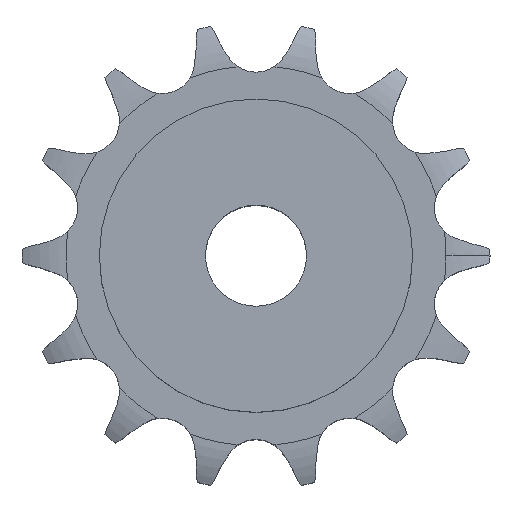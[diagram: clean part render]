
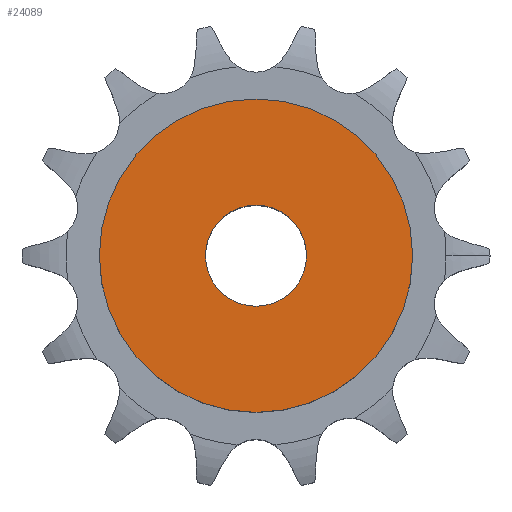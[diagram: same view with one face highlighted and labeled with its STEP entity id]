
A CAD part, top view. The second image highlights one B-rep face of the part: STEP entity #24089.
In plain terms, the highlighted planar face has unit normal (0, 0, 1).
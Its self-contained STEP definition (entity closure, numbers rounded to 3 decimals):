
#12903 = CYLINDRICAL_SURFACE('',#12904,5.);
#12904 = AXIS2_PLACEMENT_3D('',#12905,#12906,#12907);
#12905 = CARTESIAN_POINT('',(0.,0.,78.478));
#12906 = DIRECTION('',(0.,0.,1.));
#12907 = DIRECTION('',(1.,0.,0.));
#16507 = EDGE_CURVE('',#16508,#16508,#16510,.T.);
#16508 = VERTEX_POINT('',#16509);
#16509 = CARTESIAN_POINT('',(5.,0.,25.));
#16510 = SURFACE_CURVE('',#16511,(#16516,#16523),.PCURVE_S1.);
#16511 = CIRCLE('',#16512,5.);
#16512 = AXIS2_PLACEMENT_3D('',#16513,#16514,#16515);
#16513 = CARTESIAN_POINT('',(0.,0.,25.));
#16514 = DIRECTION('',(0.,0.,1.));
#16515 = DIRECTION('',(1.,0.,0.));
#16516 = PCURVE('',#12903,#16517);
#16517 = DEFINITIONAL_REPRESENTATION('',(#16518),#16522);
#16518 = LINE('',#16519,#16520);
#16519 = CARTESIAN_POINT('',(0.,-53.478));
#16520 = VECTOR('',#16521,1.);
#16521 = DIRECTION('',(1.,0.));
#16522 = ( GEOMETRIC_REPRESENTATION_CONTEXT(2) 
PARAMETRIC_REPRESENTATION_CONTEXT() REPRESENTATION_CONTEXT('2D SPACE',''
  ) );
#16523 = PCURVE('',#16524,#16529);
#16524 = PLANE('',#16525);
#16525 = AXIS2_PLACEMENT_3D('',#16526,#16527,#16528);
#16526 = CARTESIAN_POINT('',(0.,0.,25.)
  );
#16527 = DIRECTION('',(0.,0.,1.));
#16528 = DIRECTION('',(1.,0.,0.));
#16529 = DEFINITIONAL_REPRESENTATION('',(#16530),#16534);
#16530 = CIRCLE('',#16531,5.);
#16531 = AXIS2_PLACEMENT_2D('',#16532,#16533);
#16532 = CARTESIAN_POINT('',(0.,0.));
#16533 = DIRECTION('',(1.,0.));
#16534 = ( GEOMETRIC_REPRESENTATION_CONTEXT(2) 
PARAMETRIC_REPRESENTATION_CONTEXT() REPRESENTATION_CONTEXT('2D SPACE',''
  ) );
#24089 = ADVANCED_FACE('',(#24090,#24121),#16524,.T.);
#24090 = FACE_BOUND('',#24091,.T.);
#24091 = EDGE_LOOP('',(#24092));
#24092 = ORIENTED_EDGE('',*,*,#24093,.T.);
#24093 = EDGE_CURVE('',#24094,#24094,#24096,.T.);
#24094 = VERTEX_POINT('',#24095);
#24095 = CARTESIAN_POINT('',(15.5,0.,25.));
#24096 = SURFACE_CURVE('',#24097,(#24102,#24109),.PCURVE_S1.);
#24097 = CIRCLE('',#24098,15.5);
#24098 = AXIS2_PLACEMENT_3D('',#24099,#24100,#24101);
#24099 = CARTESIAN_POINT('',(0.,0.,25.));
#24100 = DIRECTION('',(0.,0.,1.));
#24101 = DIRECTION('',(1.,0.,0.));
#24102 = PCURVE('',#16524,#24103);
#24103 = DEFINITIONAL_REPRESENTATION('',(#24104),#24108);
#24104 = CIRCLE('',#24105,15.5);
#24105 = AXIS2_PLACEMENT_2D('',#24106,#24107);
#24106 = CARTESIAN_POINT('',(0.,0.));
#24107 = DIRECTION('',(1.,0.));
#24108 = ( GEOMETRIC_REPRESENTATION_CONTEXT(2) 
PARAMETRIC_REPRESENTATION_CONTEXT() REPRESENTATION_CONTEXT('2D SPACE',''
  ) );
#24109 = PCURVE('',#24110,#24115);
#24110 = CYLINDRICAL_SURFACE('',#24111,15.5);
#24111 = AXIS2_PLACEMENT_3D('',#24112,#24113,#24114);
#24112 = CARTESIAN_POINT('',(0.,0.,0.));
#24113 = DIRECTION('',(-0.,-0.,-1.));
#24114 = DIRECTION('',(1.,0.,0.));
#24115 = DEFINITIONAL_REPRESENTATION('',(#24116),#24120);
#24116 = LINE('',#24117,#24118);
#24117 = CARTESIAN_POINT('',(-0.,-25.));
#24118 = VECTOR('',#24119,1.);
#24119 = DIRECTION('',(-1.,0.));
#24120 = ( GEOMETRIC_REPRESENTATION_CONTEXT(2) 
PARAMETRIC_REPRESENTATION_CONTEXT() REPRESENTATION_CONTEXT('2D SPACE',''
  ) );
#24121 = FACE_BOUND('',#24122,.T.);
#24122 = EDGE_LOOP('',(#24123));
#24123 = ORIENTED_EDGE('',*,*,#16507,.F.);
